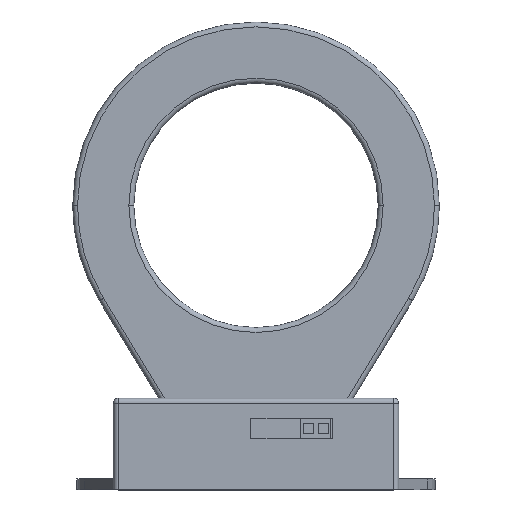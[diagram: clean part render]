
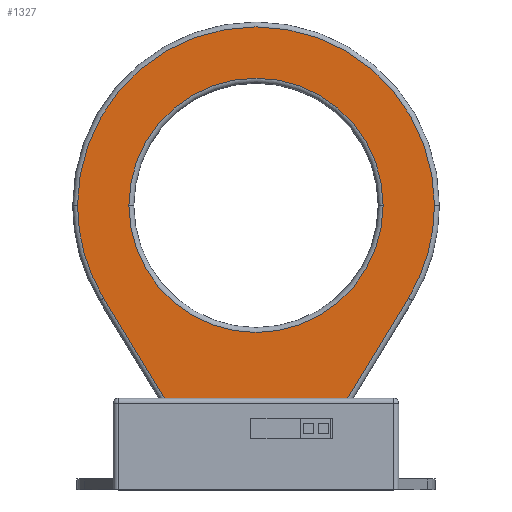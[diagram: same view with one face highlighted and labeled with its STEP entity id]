
A CAD part, top view. The second image highlights one B-rep face of the part: STEP entity #1327.
In plain terms, the highlighted planar face has unit normal (0, 0, 1).
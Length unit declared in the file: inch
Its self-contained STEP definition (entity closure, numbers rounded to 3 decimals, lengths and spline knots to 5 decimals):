
#94 = ORIENTED_EDGE ( 'NONE', *, *, #3078, .T. ) ;
#151 = FACE_BOUND ( 'NONE', #2511, .T. ) ;
#175 = AXIS2_PLACEMENT_3D ( 'NONE', #2133, #663, #2378 ) ;
#176 = DIRECTION ( 'NONE',  ( 1., 0., 0. ) ) ;
#196 = ORIENTED_EDGE ( 'NONE', *, *, #2106, .T. ) ;
#223 = VECTOR ( 'NONE', #2707, 39.37008 ) ;
#282 = EDGE_LOOP ( 'NONE', ( #94, #1007, #2052, #442, #1809, #1790 ) ) ;
#352 = CIRCLE ( 'NONE', #1541, 2.19 ) ;
#368 = CARTESIAN_POINT ( 'NONE',  ( -1.56, 3.49016, 0.54921 ) ) ;
#376 = EDGE_CURVE ( 'NONE', #1914, #484, #3100, .T. ) ;
#442 = ORIENTED_EDGE ( 'NONE', *, *, #1947, .T. ) ;
#484 = VERTEX_POINT ( 'NONE', #2182 ) ;
#497 = VERTEX_POINT ( 'NONE', #958 ) ;
#524 = CARTESIAN_POINT ( 'NONE',  ( -2.19, 3.49016, 0.54921 ) ) ;
#531 = DIRECTION ( 'NONE',  ( 1., 0., 0. ) ) ;
#663 = DIRECTION ( 'NONE',  ( 0., 0., 1. ) ) ;
#667 = DIRECTION ( 'NONE',  ( 0., 0., 1. ) ) ;
#696 = DIRECTION ( 'NONE',  ( 0., 0., -1. ) ) ;
#703 = VECTOR ( 'NONE', #948, 39.37008 ) ;
#704 = CIRCLE ( 'NONE', #2290, 2.19 ) ;
#754 = EDGE_CURVE ( 'NONE', #484, #918, #2390, .T. ) ;
#795 = CARTESIAN_POINT ( 'NONE',  ( 1.56, 3.49016, 0.54921 ) ) ;
#882 = CARTESIAN_POINT ( 'NONE',  ( 0., 3.49016, 0.54921 ) ) ;
#909 = CARTESIAN_POINT ( 'NONE',  ( -1.13972, 1.1533, 0.54921 ) ) ;
#918 = VERTEX_POINT ( 'NONE', #2950 ) ;
#948 = DIRECTION ( 'NONE',  ( 0.521, 0.854, 0. ) ) ;
#950 = CARTESIAN_POINT ( 'NONE',  ( 0., 3.49016, 0.54921 ) ) ;
#958 = CARTESIAN_POINT ( 'NONE',  ( 2.19, 3.49016, 0.54921 ) ) ;
#962 = EDGE_CURVE ( 'NONE', #2680, #1559, #2047, .T. ) ;
#1007 = ORIENTED_EDGE ( 'NONE', *, *, #962, .T. ) ;
#1009 = CARTESIAN_POINT ( 'NONE',  ( 1.86955, 2.3496, 0.54921 ) ) ;
#1143 = DIRECTION ( 'NONE',  ( 0., 0., -1. ) ) ;
#1250 = EDGE_CURVE ( 'NONE', #2898, #1903, #2427, .T. ) ;
#1251 = CARTESIAN_POINT ( 'NONE',  ( 0., 3.49016, 0.54921 ) ) ;
#1327 = ADVANCED_FACE ( 'NONE', ( #151, #1505 ), #1410, .T. ) ;
#1384 = LINE ( 'NONE', #2955, #223 ) ;
#1410 = PLANE ( 'NONE',  #175 ) ;
#1435 = DIRECTION ( 'NONE',  ( 1., 0., 0. ) ) ;
#1504 = CARTESIAN_POINT ( 'NONE',  ( 1.12066, 1.12205, 0.54921 ) ) ;
#1505 = FACE_OUTER_BOUND ( 'NONE', #282, .T. ) ;
#1541 = AXIS2_PLACEMENT_3D ( 'NONE', #1251, #2753, #531 ) ;
#1559 = VERTEX_POINT ( 'NONE', #1009 ) ;
#1594 = VECTOR ( 'NONE', #3114, 39.37008 ) ;
#1626 = DIRECTION ( 'NONE',  ( 1., 0., 0. ) ) ;
#1683 = CARTESIAN_POINT ( 'NONE',  ( 0., 3.49016, 0.54921 ) ) ;
#1790 = ORIENTED_EDGE ( 'NONE', *, *, #754, .T. ) ;
#1809 = ORIENTED_EDGE ( 'NONE', *, *, #376, .T. ) ;
#1903 = VERTEX_POINT ( 'NONE', #795 ) ;
#1914 = VERTEX_POINT ( 'NONE', #524 ) ;
#1927 = AXIS2_PLACEMENT_3D ( 'NONE', #950, #667, #176 ) ;
#1947 = EDGE_CURVE ( 'NONE', #497, #1914, #352, .T. ) ;
#2007 = CIRCLE ( 'NONE', #2759, 1.56 ) ;
#2047 = LINE ( 'NONE', #2417, #703 ) ;
#2052 = ORIENTED_EDGE ( 'NONE', *, *, #2162, .T. ) ;
#2106 = EDGE_CURVE ( 'NONE', #1903, #2898, #2007, .T. ) ;
#2133 = CARTESIAN_POINT ( 'NONE',  ( 0., 0., 0.54921 ) ) ;
#2162 = EDGE_CURVE ( 'NONE', #1559, #497, #704, .T. ) ;
#2182 = CARTESIAN_POINT ( 'NONE',  ( -1.86955, 2.3496, 0.54921 ) ) ;
#2290 = AXIS2_PLACEMENT_3D ( 'NONE', #3122, #2342, #1626 ) ;
#2342 = DIRECTION ( 'NONE',  ( 0., 0., 1. ) ) ;
#2378 = DIRECTION ( 'NONE',  ( 1., 0., 0. ) ) ;
#2390 = LINE ( 'NONE', #909, #1594 ) ;
#2417 = CARTESIAN_POINT ( 'NONE',  ( 1.86955, 2.3496, 0.54921 ) ) ;
#2427 = CIRCLE ( 'NONE', #2712, 1.56 ) ;
#2497 = ORIENTED_EDGE ( 'NONE', *, *, #1250, .T. ) ;
#2511 = EDGE_LOOP ( 'NONE', ( #196, #2497 ) ) ;
#2633 = DIRECTION ( 'NONE',  ( 1., 0., 0. ) ) ;
#2680 = VERTEX_POINT ( 'NONE', #1504 ) ;
#2707 = DIRECTION ( 'NONE',  ( 1., 0., 0. ) ) ;
#2712 = AXIS2_PLACEMENT_3D ( 'NONE', #1683, #696, #1435 ) ;
#2753 = DIRECTION ( 'NONE',  ( 0., 0., 1. ) ) ;
#2759 = AXIS2_PLACEMENT_3D ( 'NONE', #882, #1143, #2633 ) ;
#2898 = VERTEX_POINT ( 'NONE', #368 ) ;
#2950 = CARTESIAN_POINT ( 'NONE',  ( -1.12066, 1.12205, 0.54921 ) ) ;
#2955 = CARTESIAN_POINT ( 'NONE',  ( 0., 1.12205, 0.54921 ) ) ;
#3078 = EDGE_CURVE ( 'NONE', #918, #2680, #1384, .T. ) ;
#3100 = CIRCLE ( 'NONE', #1927, 2.19 ) ;
#3114 = DIRECTION ( 'NONE',  ( 0.521, -0.854, 0. ) ) ;
#3122 = CARTESIAN_POINT ( 'NONE',  ( 0., 3.49016, 0.54921 ) ) ;
